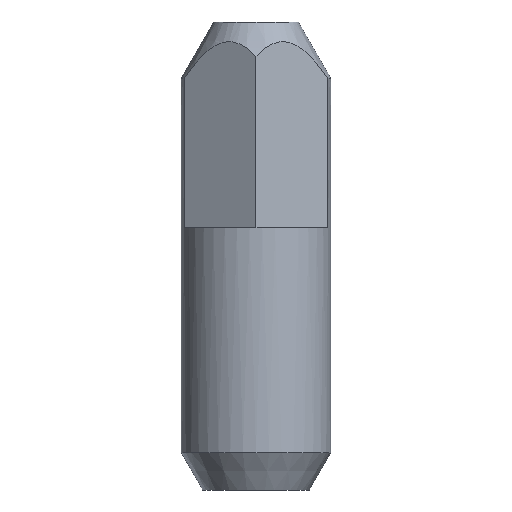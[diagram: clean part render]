
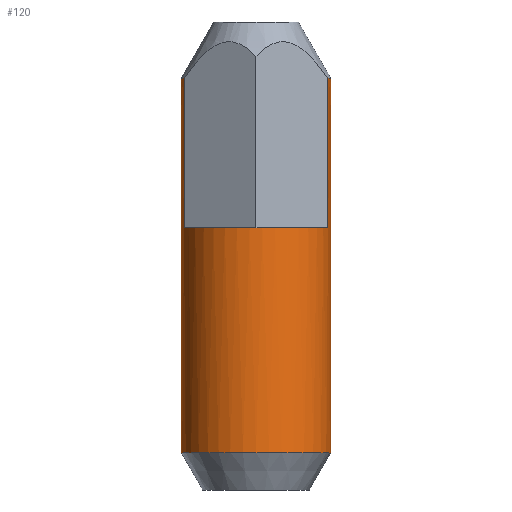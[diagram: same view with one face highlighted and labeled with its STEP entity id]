
A CAD part, front view. The second image highlights one B-rep face of the part: STEP entity #120.
In plain terms, the highlighted cylindrical face has radius 4 mm (diameter 8 mm), a partial arc.
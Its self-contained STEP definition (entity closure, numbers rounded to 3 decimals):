
#3 = AXIS2_PLACEMENT_3D ( 'NONE', #479, #421, #524 ) ;
#7 = AXIS2_PLACEMENT_3D ( 'NONE', #87, #515, #677 ) ;
#16 = DIRECTION ( 'NONE',  ( 0., 0., 1. ) ) ;
#31 = VERTEX_POINT ( 'NONE', #503 ) ;
#40 = CARTESIAN_POINT ( 'NONE',  ( 4., 0., 22. ) ) ;
#63 = CARTESIAN_POINT ( 'NONE',  ( -3.846, -1.1, 22. ) ) ;
#79 = EDGE_CURVE ( 'NONE', #31, #130, #554, .T. ) ;
#87 = CARTESIAN_POINT ( 'NONE',  ( 0., 0., 14. ) ) ;
#104 = VECTOR ( 'NONE', #607, 1000. ) ;
#114 = AXIS2_PLACEMENT_3D ( 'NONE', #643, #387, #432 ) ;
#115 = ORIENTED_EDGE ( 'NONE', *, *, #637, .F. ) ;
#120 = ADVANCED_FACE ( 'NONE', ( #331 ), #203, .T. ) ;
#130 = VERTEX_POINT ( 'NONE', #40 ) ;
#136 = DIRECTION ( 'NONE',  ( 0., 0., 1. ) ) ;
#137 = DIRECTION ( 'NONE',  ( 1., 0., 0. ) ) ;
#142 = LINE ( 'NONE', #415, #467 ) ;
#144 = CARTESIAN_POINT ( 'NONE',  ( 0., 0., 2. ) ) ;
#150 = ORIENTED_EDGE ( 'NONE', *, *, #603, .F. ) ;
#163 = CIRCLE ( 'NONE', #183, 4. ) ;
#173 = CIRCLE ( 'NONE', #114, 4. ) ;
#174 = VERTEX_POINT ( 'NONE', #585 ) ;
#183 = AXIS2_PLACEMENT_3D ( 'NONE', #462, #621, #137 ) ;
#203 = CYLINDRICAL_SURFACE ( 'NONE', #3, 4. ) ;
#239 = CARTESIAN_POINT ( 'NONE',  ( 3.846, -1.1, 14. ) ) ;
#244 = VERTEX_POINT ( 'NONE', #357 ) ;
#249 = VERTEX_POINT ( 'NONE', #609 ) ;
#272 = VERTEX_POINT ( 'NONE', #594 ) ;
#273 = EDGE_CURVE ( 'NONE', #272, #323, #329, .T. ) ;
#287 = EDGE_CURVE ( 'NONE', #272, #525, #142, .T. ) ;
#290 = ORIENTED_EDGE ( 'NONE', *, *, #653, .T. ) ;
#292 = VECTOR ( 'NONE', #363, 1000. ) ;
#323 = VERTEX_POINT ( 'NONE', #410 ) ;
#324 = EDGE_CURVE ( 'NONE', #174, #130, #163, .T. ) ;
#329 = CIRCLE ( 'NONE', #7, 4. ) ;
#331 = FACE_OUTER_BOUND ( 'NONE', #510, .T. ) ;
#348 = CARTESIAN_POINT ( 'NONE',  ( 4., 0., 30. ) ) ;
#357 = CARTESIAN_POINT ( 'NONE',  ( -4., 0., 22. ) ) ;
#363 = DIRECTION ( 'NONE',  ( 0., 0., 1. ) ) ;
#387 = DIRECTION ( 'NONE',  ( 0., 0., 1. ) ) ;
#395 = LINE ( 'NONE', #445, #104 ) ;
#400 = EDGE_CURVE ( 'NONE', #244, #525, #173, .T. ) ;
#410 = CARTESIAN_POINT ( 'NONE',  ( 3.846, -1.1, 14. ) ) ;
#415 = CARTESIAN_POINT ( 'NONE',  ( -3.846, -1.1, 14. ) ) ;
#418 = ORIENTED_EDGE ( 'NONE', *, *, #400, .F. ) ;
#421 = DIRECTION ( 'NONE',  ( 0., 0., 1. ) ) ;
#432 = DIRECTION ( 'NONE',  ( 1., 0., 0. ) ) ;
#443 = ORIENTED_EDGE ( 'NONE', *, *, #273, .F. ) ;
#445 = CARTESIAN_POINT ( 'NONE',  ( -4., 0., 30. ) ) ;
#462 = CARTESIAN_POINT ( 'NONE',  ( 0., 0., 22. ) ) ;
#467 = VECTOR ( 'NONE', #579, 1000. ) ;
#479 = CARTESIAN_POINT ( 'NONE',  ( 0., 0., 30. ) ) ;
#503 = CARTESIAN_POINT ( 'NONE',  ( 4., 0., 2. ) ) ;
#510 = EDGE_LOOP ( 'NONE', ( #150, #290, #566, #529, #115, #443, #516, #418 ) ) ;
#515 = DIRECTION ( 'NONE',  ( 0., 0., 1. ) ) ;
#516 = ORIENTED_EDGE ( 'NONE', *, *, #287, .T. ) ;
#520 = AXIS2_PLACEMENT_3D ( 'NONE', #144, #136, #681 ) ;
#524 = DIRECTION ( 'NONE',  ( 1., 0., 0. ) ) ;
#525 = VERTEX_POINT ( 'NONE', #63 ) ;
#529 = ORIENTED_EDGE ( 'NONE', *, *, #324, .F. ) ;
#554 = LINE ( 'NONE', #348, #556 ) ;
#556 = VECTOR ( 'NONE', #16, 1000. ) ;
#565 = LINE ( 'NONE', #239, #292 ) ;
#566 = ORIENTED_EDGE ( 'NONE', *, *, #79, .T. ) ;
#579 = DIRECTION ( 'NONE',  ( 0., 0., 1. ) ) ;
#585 = CARTESIAN_POINT ( 'NONE',  ( 3.846, -1.1, 22. ) ) ;
#594 = CARTESIAN_POINT ( 'NONE',  ( -3.846, -1.1, 14. ) ) ;
#603 = EDGE_CURVE ( 'NONE', #249, #244, #395, .T. ) ;
#607 = DIRECTION ( 'NONE',  ( 0., 0., 1. ) ) ;
#609 = CARTESIAN_POINT ( 'NONE',  ( -4., 0., 2. ) ) ;
#621 = DIRECTION ( 'NONE',  ( 0., 0., 1. ) ) ;
#637 = EDGE_CURVE ( 'NONE', #323, #174, #565, .T. ) ;
#643 = CARTESIAN_POINT ( 'NONE',  ( 0., 0., 22. ) ) ;
#653 = EDGE_CURVE ( 'NONE', #249, #31, #679, .T. ) ;
#677 = DIRECTION ( 'NONE',  ( 1., 0., 0. ) ) ;
#679 = CIRCLE ( 'NONE', #520, 4. ) ;
#681 = DIRECTION ( 'NONE',  ( 1., 0., 0. ) ) ;
